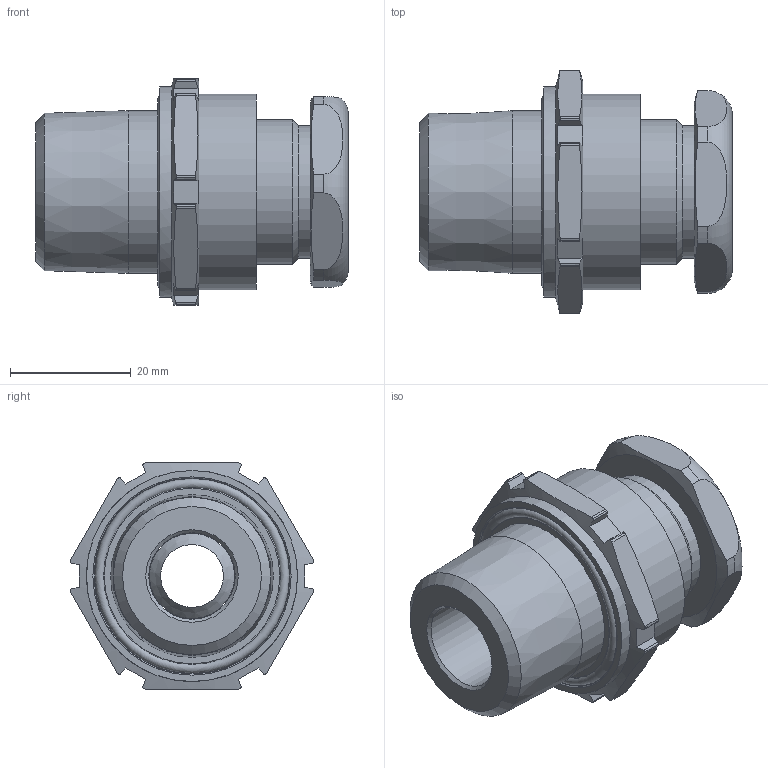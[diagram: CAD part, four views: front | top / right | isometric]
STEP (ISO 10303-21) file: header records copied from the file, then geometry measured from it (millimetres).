
FILE_DESCRIPTION (( 'STEP AP203' ), '1' );
FILE_NAME ('TC-075A055.STEP', '2017-06-27T08:40:22', ( '' ), ( '' ), 'SwSTEP 2.0', 'SolidWorks 2017', '' );
FILE_SCHEMA (( 'CONFIG_CONTROL_DESIGN' ));
Length unit declared in the file: millimetre
Products named in the file (1): TC-075A055
Bounding box: 51.75 x 40.22 x 37.5 mm (x, y, z)
Surface area: 11003.8 mm2 (no closed solid volume)
Topology: 0 solids, 5 shells, 92 faces, 245 edges, 161 vertices
Faces by surface type: cylinder 40, plane 38, cone 9, torus 5
Full cylindrical faces by diameter (mm): 10.4 x1, 14.1 x1, 14.3 x2, 22 x1, 24 x1, 26.9 x1, 32.4 x2, 34.9 x1
Entity records: 3103 total; most frequent: CARTESIAN_POINT 987, ORIENTED_EDGE 418, DIRECTION 384, EDGE_CURVE 213, AXIS2_PLACEMENT_3D 162, VERTEX_POINT 153, EDGE_LOOP 122, FACE_OUTER_BOUND 105
